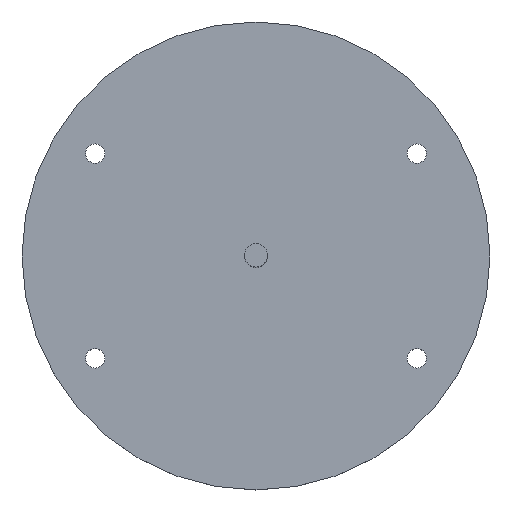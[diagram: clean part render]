
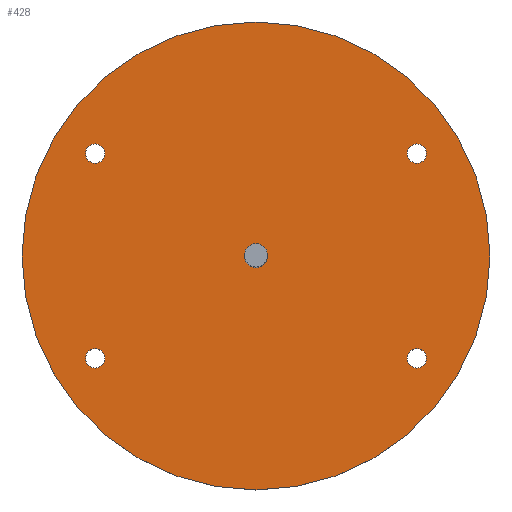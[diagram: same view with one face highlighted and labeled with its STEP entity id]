
A CAD part, top view. The second image highlights one B-rep face of the part: STEP entity #428.
In plain terms, the highlighted planar face has unit normal (0, 0, 1).
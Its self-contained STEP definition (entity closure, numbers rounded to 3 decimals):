
#2 = AXIS2_PLACEMENT_3D ( 'NONE', #133, #340, #299 ) ;
#5 = DIRECTION ( 'NONE',  ( 1., 0., 0. ) ) ;
#6 = EDGE_CURVE ( 'NONE', #367, #460, #252, .T. ) ;
#19 = CIRCLE ( 'NONE', #536, 1.65 ) ;
#24 = EDGE_LOOP ( 'NONE', ( #185, #150 ) ) ;
#28 = CIRCLE ( 'NONE', #269, 1.65 ) ;
#36 = CARTESIAN_POINT ( 'NONE',  ( 27.5, -17.5, 2.5 ) ) ;
#39 = AXIS2_PLACEMENT_3D ( 'NONE', #217, #383, #5 ) ;
#55 = CIRCLE ( 'NONE', #434, 1.65 ) ;
#59 = CARTESIAN_POINT ( 'NONE',  ( -27.5, -17.5, 2.5 ) ) ;
#61 = CARTESIAN_POINT ( 'NONE',  ( -27.5, -17.5, 2.5 ) ) ;
#64 = CARTESIAN_POINT ( 'NONE',  ( 0., 0., 2.5 ) ) ;
#66 = AXIS2_PLACEMENT_3D ( 'NONE', #64, #184, #478 ) ;
#74 = CIRCLE ( 'NONE', #304, 1.65 ) ;
#83 = ORIENTED_EDGE ( 'NONE', *, *, #472, .F. ) ;
#85 = DIRECTION ( 'NONE',  ( 0., 0., 1. ) ) ;
#88 = CIRCLE ( 'NONE', #444, 1.65 ) ;
#95 = FACE_BOUND ( 'NONE', #550, .T. ) ;
#97 = EDGE_CURVE ( 'NONE', #496, #291, #328, .T. ) ;
#105 = DIRECTION ( 'NONE',  ( 1., 0., 0. ) ) ;
#107 = FACE_OUTER_BOUND ( 'NONE', #303, .T. ) ;
#108 = DIRECTION ( 'NONE',  ( 0., 0., 1. ) ) ;
#111 = CARTESIAN_POINT ( 'NONE',  ( 27.5, 17.5, 2.5 ) ) ;
#113 = ORIENTED_EDGE ( 'NONE', *, *, #274, .F. ) ;
#125 = CARTESIAN_POINT ( 'NONE',  ( -27.5, 17.5, 2.5 ) ) ;
#126 = EDGE_LOOP ( 'NONE', ( #370, #113 ) ) ;
#133 = CARTESIAN_POINT ( 'NONE',  ( 0., 0., 2.5 ) ) ;
#135 = ORIENTED_EDGE ( 'NONE', *, *, #6, .T. ) ;
#136 = FACE_BOUND ( 'NONE', #24, .T. ) ;
#139 = CIRCLE ( 'NONE', #39, 40. ) ;
#143 = CARTESIAN_POINT ( 'NONE',  ( -29.15, -17.5, 2.5 ) ) ;
#150 = ORIENTED_EDGE ( 'NONE', *, *, #385, .F. ) ;
#156 = EDGE_CURVE ( 'NONE', #542, #407, #74, .T. ) ;
#162 = CARTESIAN_POINT ( 'NONE',  ( 2., 0., 2.5 ) ) ;
#164 = DIRECTION ( 'NONE',  ( 0., 0., 1. ) ) ;
#184 = DIRECTION ( 'NONE',  ( 0., 0., 1. ) ) ;
#185 = ORIENTED_EDGE ( 'NONE', *, *, #423, .F. ) ;
#186 = DIRECTION ( 'NONE',  ( 1., 0., 0. ) ) ;
#190 = FACE_BOUND ( 'NONE', #126, .T. ) ;
#197 = VERTEX_POINT ( 'NONE', #364 ) ;
#201 = VERTEX_POINT ( 'NONE', #406 ) ;
#207 = CARTESIAN_POINT ( 'NONE',  ( 27.5, 17.5, 2.5 ) ) ;
#217 = CARTESIAN_POINT ( 'NONE',  ( 0., 0., 2.5 ) ) ;
#222 = VERTEX_POINT ( 'NONE', #162 ) ;
#225 = FACE_BOUND ( 'NONE', #463, .T. ) ;
#234 = DIRECTION ( 'NONE',  ( 0., 0., 1. ) ) ;
#236 = EDGE_CURVE ( 'NONE', #201, #355, #534, .T. ) ;
#239 = CARTESIAN_POINT ( 'NONE',  ( 25.85, 17.5, 2.5 ) ) ;
#245 = CARTESIAN_POINT ( 'NONE',  ( 25.85, -17.5, 2.5 ) ) ;
#247 = EDGE_CURVE ( 'NONE', #291, #496, #55, .T. ) ;
#252 = CIRCLE ( 'NONE', #524, 40. ) ;
#259 = ORIENTED_EDGE ( 'NONE', *, *, #247, .F. ) ;
#269 = AXIS2_PLACEMENT_3D ( 'NONE', #312, #278, #272 ) ;
#272 = DIRECTION ( 'NONE',  ( 1., 0., 0. ) ) ;
#274 = EDGE_CURVE ( 'NONE', #407, #542, #380, .T. ) ;
#278 = DIRECTION ( 'NONE',  ( 0., 0., 1. ) ) ;
#283 = DIRECTION ( 'NONE',  ( 1., 0., 0. ) ) ;
#285 = VERTEX_POINT ( 'NONE', #326 ) ;
#291 = VERTEX_POINT ( 'NONE', #245 ) ;
#296 = AXIS2_PLACEMENT_3D ( 'NONE', #125, #85, #374 ) ;
#297 = CIRCLE ( 'NONE', #465, 2. ) ;
#299 = DIRECTION ( 'NONE',  ( 1., 0., 0. ) ) ;
#302 = FACE_BOUND ( 'NONE', #341, .T. ) ;
#303 = EDGE_LOOP ( 'NONE', ( #135, #404 ) ) ;
#304 = AXIS2_PLACEMENT_3D ( 'NONE', #111, #435, #105 ) ;
#307 = ORIENTED_EDGE ( 'NONE', *, *, #498, .F. ) ;
#312 = CARTESIAN_POINT ( 'NONE',  ( -27.5, 17.5, 2.5 ) ) ;
#315 = CARTESIAN_POINT ( 'NONE',  ( 29.15, -17.5, 2.5 ) ) ;
#317 = CARTESIAN_POINT ( 'NONE',  ( 40., 0., 2.5 ) ) ;
#326 = CARTESIAN_POINT ( 'NONE',  ( -25.85, -17.5, 2.5 ) ) ;
#328 = CIRCLE ( 'NONE', #360, 1.65 ) ;
#330 = EDGE_CURVE ( 'NONE', #460, #367, #139, .T. ) ;
#332 = DIRECTION ( 'NONE',  ( 0., 0., 1. ) ) ;
#336 = AXIS2_PLACEMENT_3D ( 'NONE', #207, #332, #283 ) ;
#340 = DIRECTION ( 'NONE',  ( 0., 0., 1. ) ) ;
#341 = EDGE_LOOP ( 'NONE', ( #259, #471 ) ) ;
#346 = DIRECTION ( 'NONE',  ( 0., 0., 1. ) ) ;
#348 = PLANE ( 'NONE',  #66 ) ;
#355 = VERTEX_POINT ( 'NONE', #384 ) ;
#360 = AXIS2_PLACEMENT_3D ( 'NONE', #485, #108, #186 ) ;
#364 = CARTESIAN_POINT ( 'NONE',  ( -2., 0., 2.5 ) ) ;
#367 = VERTEX_POINT ( 'NONE', #421 ) ;
#370 = ORIENTED_EDGE ( 'NONE', *, *, #156, .F. ) ;
#373 = ORIENTED_EDGE ( 'NONE', *, *, #236, .F. ) ;
#374 = DIRECTION ( 'NONE',  ( 1., 0., 0. ) ) ;
#377 = DIRECTION ( 'NONE',  ( 0., 0., 1. ) ) ;
#380 = CIRCLE ( 'NONE', #336, 1.65 ) ;
#383 = DIRECTION ( 'NONE',  ( 0., 0., 1. ) ) ;
#384 = CARTESIAN_POINT ( 'NONE',  ( -25.85, 17.5, 2.5 ) ) ;
#385 = EDGE_CURVE ( 'NONE', #222, #197, #297, .T. ) ;
#388 = DIRECTION ( 'NONE',  ( 1., 0., 0. ) ) ;
#389 = CARTESIAN_POINT ( 'NONE',  ( 0., 0., 2.5 ) ) ;
#404 = ORIENTED_EDGE ( 'NONE', *, *, #330, .T. ) ;
#406 = CARTESIAN_POINT ( 'NONE',  ( -29.15, 17.5, 2.5 ) ) ;
#407 = VERTEX_POINT ( 'NONE', #510 ) ;
#421 = CARTESIAN_POINT ( 'NONE',  ( -40., 0., 2.5 ) ) ;
#423 = EDGE_CURVE ( 'NONE', #197, #222, #526, .T. ) ;
#428 = ADVANCED_FACE ( 'NONE', ( #136, #302, #95, #107, #190, #225 ), #348, .T. ) ;
#434 = AXIS2_PLACEMENT_3D ( 'NONE', #36, #164, #549 ) ;
#435 = DIRECTION ( 'NONE',  ( 0., 0., 1. ) ) ;
#440 = DIRECTION ( 'NONE',  ( 1., 0., 0. ) ) ;
#444 = AXIS2_PLACEMENT_3D ( 'NONE', #61, #346, #476 ) ;
#460 = VERTEX_POINT ( 'NONE', #317 ) ;
#463 = EDGE_LOOP ( 'NONE', ( #307, #83 ) ) ;
#465 = AXIS2_PLACEMENT_3D ( 'NONE', #470, #475, #388 ) ;
#468 = ORIENTED_EDGE ( 'NONE', *, *, #515, .F. ) ;
#470 = CARTESIAN_POINT ( 'NONE',  ( 0., 0., 2.5 ) ) ;
#471 = ORIENTED_EDGE ( 'NONE', *, *, #97, .F. ) ;
#472 = EDGE_CURVE ( 'NONE', #285, #538, #19, .T. ) ;
#475 = DIRECTION ( 'NONE',  ( 0., 0., 1. ) ) ;
#476 = DIRECTION ( 'NONE',  ( 1., 0., 0. ) ) ;
#478 = DIRECTION ( 'NONE',  ( 1., 0., 0. ) ) ;
#485 = CARTESIAN_POINT ( 'NONE',  ( 27.5, -17.5, 2.5 ) ) ;
#496 = VERTEX_POINT ( 'NONE', #315 ) ;
#498 = EDGE_CURVE ( 'NONE', #538, #285, #88, .T. ) ;
#510 = CARTESIAN_POINT ( 'NONE',  ( 29.15, 17.5, 2.5 ) ) ;
#515 = EDGE_CURVE ( 'NONE', #355, #201, #28, .T. ) ;
#524 = AXIS2_PLACEMENT_3D ( 'NONE', #389, #377, #551 ) ;
#526 = CIRCLE ( 'NONE', #2, 2. ) ;
#534 = CIRCLE ( 'NONE', #296, 1.65 ) ;
#536 = AXIS2_PLACEMENT_3D ( 'NONE', #59, #234, #440 ) ;
#538 = VERTEX_POINT ( 'NONE', #143 ) ;
#542 = VERTEX_POINT ( 'NONE', #239 ) ;
#549 = DIRECTION ( 'NONE',  ( 1., 0., 0. ) ) ;
#550 = EDGE_LOOP ( 'NONE', ( #373, #468 ) ) ;
#551 = DIRECTION ( 'NONE',  ( 1., 0., 0. ) ) ;
